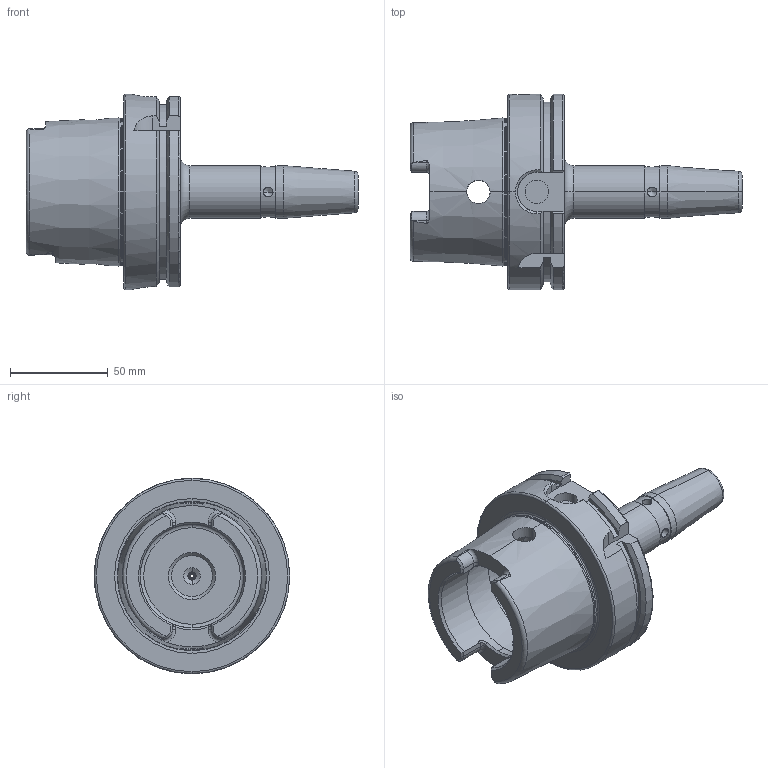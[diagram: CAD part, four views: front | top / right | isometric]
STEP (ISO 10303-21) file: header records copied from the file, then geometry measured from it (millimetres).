
FILE_DESCRIPTION (( 'STEP AP203' ), '1' );
FILE_NAME ('91100A-SR06120.STEP', '2023-06-13T09:48:57', ( '' ), ( '' ), 'SwSTEP 2.0', 'SolidWorks 2018', '' );
FILE_SCHEMA (( 'CONFIG_CONTROL_DESIGN' ));
Length unit declared in the file: millimetre
Products named in the file (4): HSKA100SFC06120WW; SCWM5; 91100A-SR06120
Assembly tree (3 placements, depth 3):
  91100A-SR06120
    HSKA100SFC06120WW
      HSKA100SFC06120WW
      SCWM5
Bounding box: 169.95 x 100 x 100 mm (x, y, z)
Volume: 297981.7 mm3; surface area: 59596.6 mm2
Topology: 2 solids, 2 shells, 225 faces, 547 edges, 326 vertices
Faces by surface type: cylinder 70, plane 67, cone 47, torus 31, bspline 10
Entity records: 8354 total; most frequent: CARTESIAN_POINT 2843, ORIENTED_EDGE 1074, DIRECTION 1064, EDGE_CURVE 537, AXIS2_PLACEMENT_3D 425, VERTEX_POINT 326, EDGE_LOOP 243, ADVANCED_FACE 225
